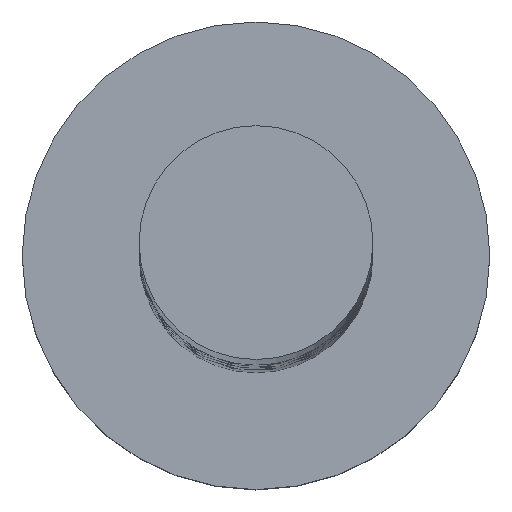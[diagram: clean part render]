
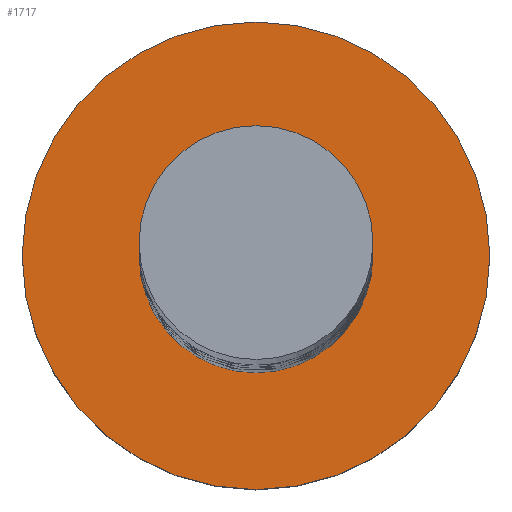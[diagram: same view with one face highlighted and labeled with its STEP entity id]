
A CAD part, top view. The second image highlights one B-rep face of the part: STEP entity #1717.
In plain terms, the highlighted planar face has unit normal (0, 0, 1).
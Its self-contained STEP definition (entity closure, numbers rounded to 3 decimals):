
#45 = ORIENTED_EDGE ( 'NONE', *, *, #1064, .T. ) ;
#99 = DIRECTION ( 'NONE',  ( 0., 0., 1. ) ) ;
#132 = AXIS2_PLACEMENT_3D ( 'NONE', #1439, #99, #1485 ) ;
#137 = CARTESIAN_POINT ( 'NONE',  ( 3., 0., 5. ) ) ;
#177 = ORIENTED_EDGE ( 'NONE', *, *, #825, .T. ) ;
#181 = CIRCLE ( 'NONE', #1165, 3. ) ;
#186 = CARTESIAN_POINT ( 'NONE',  ( 0., 0., 5. ) ) ;
#292 = EDGE_CURVE ( 'NONE', #365, #1636, #181, .T. ) ;
#365 = VERTEX_POINT ( 'NONE', #137 ) ;
#417 = AXIS2_PLACEMENT_3D ( 'NONE', #605, #1522, #579 ) ;
#446 = ORIENTED_EDGE ( 'NONE', *, *, #469, .F. ) ;
#469 = EDGE_CURVE ( 'NONE', #1636, #365, #1572, .T. ) ;
#560 = AXIS2_PLACEMENT_3D ( 'NONE', #1145, #1670, #1545 ) ;
#579 = DIRECTION ( 'NONE',  ( 1., 0., 0. ) ) ;
#605 = CARTESIAN_POINT ( 'NONE',  ( 0., 0., 5. ) ) ;
#670 = AXIS2_PLACEMENT_3D ( 'NONE', #186, #1128, #996 ) ;
#708 = FACE_OUTER_BOUND ( 'NONE', #1161, .T. ) ;
#716 = CARTESIAN_POINT ( 'NONE',  ( -3., 0., 5. ) ) ;
#805 = EDGE_LOOP ( 'NONE', ( #446, #1519 ) ) ;
#825 = EDGE_CURVE ( 'NONE', #1574, #957, #1121, .T. ) ;
#943 = CARTESIAN_POINT ( 'NONE',  ( -6., 0., 5. ) ) ;
#957 = VERTEX_POINT ( 'NONE', #943 ) ;
#979 = CIRCLE ( 'NONE', #417, 6. ) ;
#996 = DIRECTION ( 'NONE',  ( 1., 0., 0. ) ) ;
#1064 = EDGE_CURVE ( 'NONE', #957, #1574, #979, .T. ) ;
#1121 = CIRCLE ( 'NONE', #132, 6. ) ;
#1128 = DIRECTION ( 'NONE',  ( 0., 0., 1. ) ) ;
#1145 = CARTESIAN_POINT ( 'NONE',  ( 0., 0., 5. ) ) ;
#1161 = EDGE_LOOP ( 'NONE', ( #45, #177 ) ) ;
#1165 = AXIS2_PLACEMENT_3D ( 'NONE', #1469, #1215, #1329 ) ;
#1215 = DIRECTION ( 'NONE',  ( 0., 0., 1. ) ) ;
#1329 = DIRECTION ( 'NONE',  ( 1., 0., 0. ) ) ;
#1390 = PLANE ( 'NONE',  #670 ) ;
#1439 = CARTESIAN_POINT ( 'NONE',  ( 0., 0., 5. ) ) ;
#1469 = CARTESIAN_POINT ( 'NONE',  ( 0., 0., 5. ) ) ;
#1485 = DIRECTION ( 'NONE',  ( 1., 0., 0. ) ) ;
#1518 = FACE_BOUND ( 'NONE', #805, .T. ) ;
#1519 = ORIENTED_EDGE ( 'NONE', *, *, #292, .F. ) ;
#1522 = DIRECTION ( 'NONE',  ( 0., 0., 1. ) ) ;
#1545 = DIRECTION ( 'NONE',  ( 1., 0., 0. ) ) ;
#1572 = CIRCLE ( 'NONE', #560, 3. ) ;
#1574 = VERTEX_POINT ( 'NONE', #1580 ) ;
#1580 = CARTESIAN_POINT ( 'NONE',  ( 6., 0., 5. ) ) ;
#1636 = VERTEX_POINT ( 'NONE', #716 ) ;
#1670 = DIRECTION ( 'NONE',  ( 0., 0., 1. ) ) ;
#1717 = ADVANCED_FACE ( 'NONE', ( #1518, #708 ), #1390, .T. ) ;
